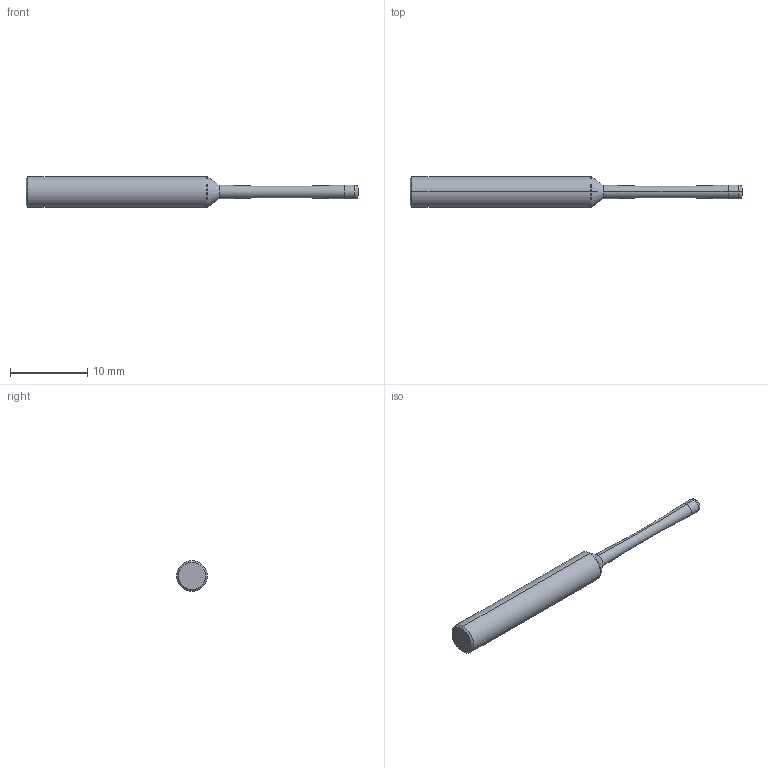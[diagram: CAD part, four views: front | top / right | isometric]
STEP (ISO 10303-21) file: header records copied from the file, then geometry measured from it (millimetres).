
FILE_DESCRIPTION((''),'2;1');
FILE_NAME('5280618704_ASM','2021-03-23T09:48:48',('schmidtst'),(''),'CREO PARAMETRIC BY PTC INC, 2020053','CREO PARAMETRIC BY PTC INC, 2020053','');
FILE_SCHEMA(('AP242_MANAGED_MODEL_BASED_3D_ENGINEERING_MIM_LF { 1 0 10303 442 1 1 4 }'));
Length unit declared in the file: millimetre
Products named in the file (3): 5280618704NC; 5280618704C; 5280618704_ASM
Assembly tree (2 placements, depth 2):
  5280618704_ASM
    5280618704NC
    5280618704C
Bounding box: 43 x 4 x 4 mm (x, y, z)
Volume: 340.8 mm3; surface area: 419.1 mm2
Topology: 2 solids, 2 shells, 18 faces, 46 edges, 35 vertices
Faces by surface type: cylinder 6, plane 4, torus 4, cone 4
Entity records: 1651 total; most frequent: DIRECTION 189, CARTESIAN_POINT 135, PROPERTY_DEFINITION 100, REPRESENTATION 98, PROPERTY_DEFINITION_REPRESENTATION 98, GENERAL_PROPERTY 81, GENERAL_PROPERTY_ASSOCIATION 81, AXIS2_PLACEMENT_3D 79
